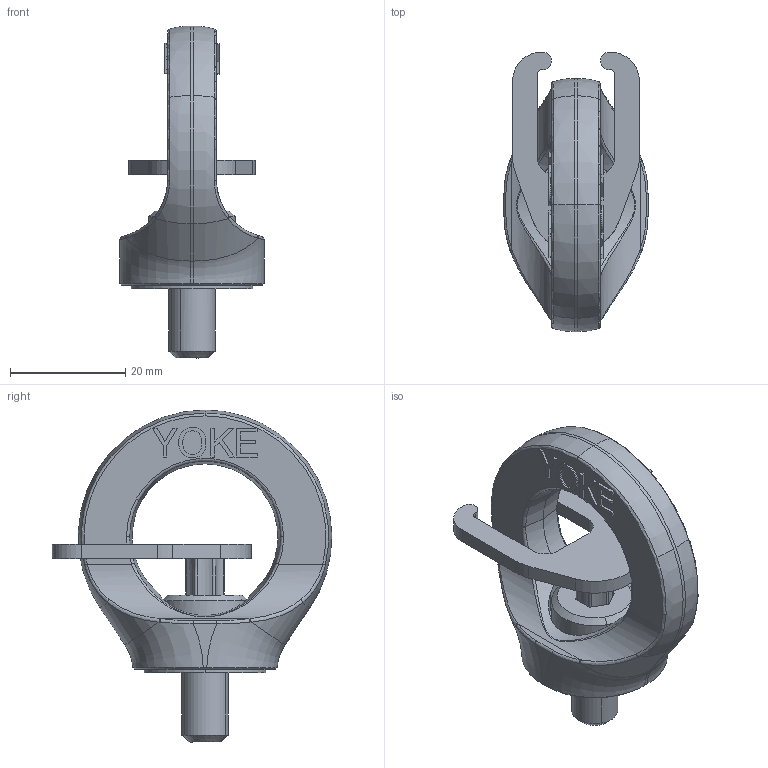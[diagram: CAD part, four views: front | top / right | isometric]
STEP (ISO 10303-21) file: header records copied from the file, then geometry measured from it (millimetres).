
FILE_DESCRIPTION(('CATIA V5 STEP Exchange'),'2;1');
FILE_NAME('8-292-003.stp','2016-02-16T01:03:43+00:00',('none'),('none'),'CATIA Version 5 Release 21 GA (IN-10)','CATIA V5 STEP AP203','none');
FILE_SCHEMA(('CONFIG_CONTROL_DESIGN'));
Length unit declared in the file: millimetre
Products named in the file (1): 8-292-003
Bounding box: 25 x 48.51 x 57.6 mm (x, y, z)
Volume: 14840.1 mm3; surface area: 6647.2 mm2
Topology: 1 solids, 1 shells, 383 faces, 1048 edges, 680 vertices
Faces by surface type: plane 278, cylinder 33, bspline 22, torus 16, extrusion 14, cone 12, revolution 8
Entity records: 13540 total; most frequent: CARTESIAN_POINT 4228, ORIENTED_EDGE 2096, DIRECTION 1573, EDGE_CURVE 1048, VECTOR 833, LINE 819, VERTEX_POINT 680, AXIS2_PLACEMENT_3D 423
